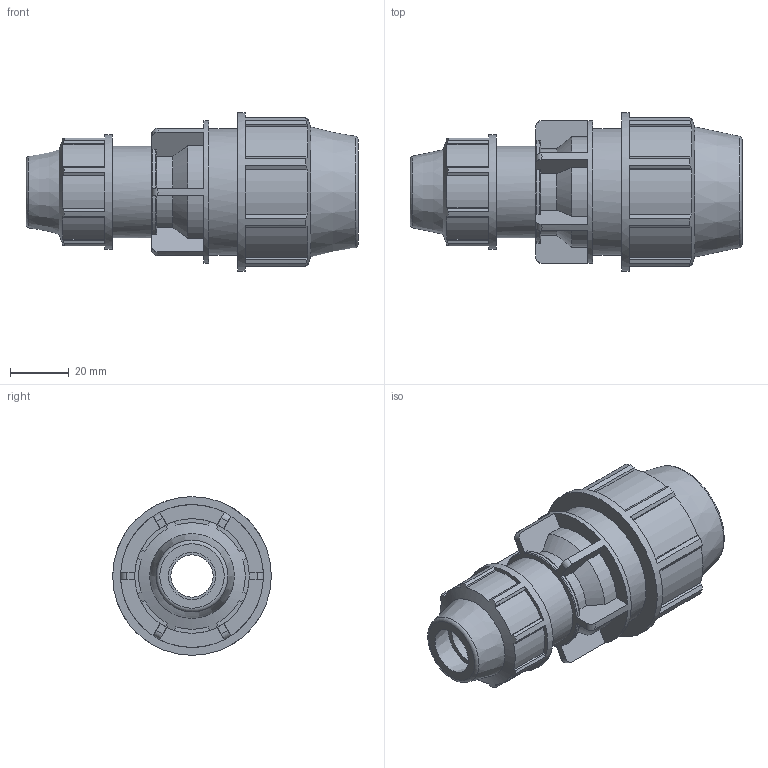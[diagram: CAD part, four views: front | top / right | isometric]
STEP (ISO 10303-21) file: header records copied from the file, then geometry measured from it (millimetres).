
FILE_DESCRIPTION(/* description */ ('PLASSON REDUCING COUPLER 25-16'),/* implementation_level */ '2;1');
FILE_NAME(/* name */ '071100025016_181100025016_0711060250160A.ipt.stp',/* time_stamp */ '2017-06-06T13:33:35+03:00',/* author */ ('KIM'),/* organization */ (''),/* preprocessor_version */ 'ST-DEVELOPER v15.6',/* originating_system */ 'Autodesk Inventor 2015',/* authorisation */ '');
FILE_SCHEMA (('AUTOMOTIVE_DESIGN { 1 0 10303 214 3 1 1 }'));
Length unit declared in the file: millimetre
Products named in the file (1): 071100025016_181100025016_0711060250160A
Bounding box: 113 x 54 x 54 mm (x, y, z)
Volume: 102616.9 mm3; surface area: 28841.2 mm2
Topology: 1 solids, 1 shells, 189 faces, 539 edges, 360 vertices
Faces by surface type: plane 114, cylinder 47, cone 14, torus 14
Full cylindrical faces by diameter (mm): 16 x1, 25 x1, 31.2 x1, 39 x1, 43.2 x1, 48.6 x1, 54 x1
Entity records: 6397 total; most frequent: CARTESIAN_POINT 1400, ORIENTED_EDGE 1032, DIRECTION 970, EDGE_CURVE 516, VERTEX_POINT 354, AXIS2_PLACEMENT_3D 344, LINE 282, VECTOR 282
